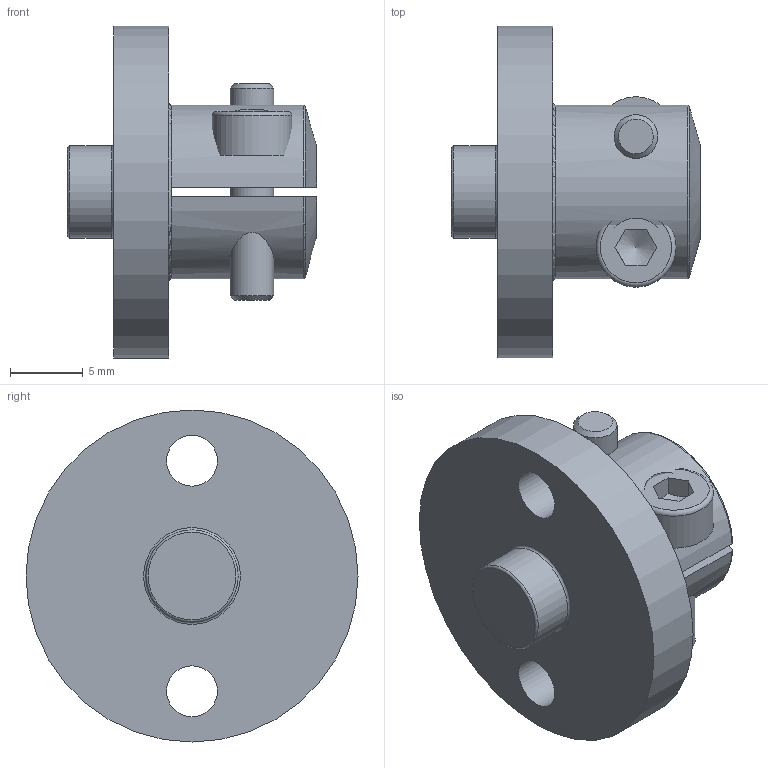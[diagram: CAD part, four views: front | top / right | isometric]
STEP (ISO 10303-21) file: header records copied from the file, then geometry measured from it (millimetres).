
FILE_DESCRIPTION(/* description */ (''),/* implementation_level */ '2;1');
FILE_NAME(/* name */ 'Botkit-Hubs.stp',/* time_stamp */ '2022-07-26T15:03:37-04:00',/* author */ ('Nathan Cai'),/* organization */ (''),/* preprocessor_version */ 'ST-DEVELOPER v18.1',/* originating_system */ 'Autodesk Inventor 2022',/* authorisation */ '');
FILE_SCHEMA (('AUTOMOTIVE_DESIGN { 1 0 10303 214 3 1 1 }'));
Length unit declared in the file: inch
Products named in the file (3): Botkit-Hubs; Hub; ISO 4762 - M3 x 10
Assembly tree (3 placements, depth 2):
  Botkit-Hubs
    Hub
    ISO 4762 - M3 x 10  x2
Bounding box: 17.14 x 22.86 x 22.86 mm (x, y, z)
Volume: 2688 mm3; surface area: 2292.3 mm2
Topology: 3 solids, 3 shells, 65 faces, 157 edges, 104 vertices
Faces by surface type: plane 30, cylinder 18, torus 11, cone 6
Full cylindrical faces by diameter (mm): 3 x6, 3.505 x2, 5.5 x2, 6.35 x1, 22.86 x1
Entity records: 1768 total; most frequent: CARTESIAN_POINT 460, DIRECTION 260, ORIENTED_EDGE 240, EDGE_CURVE 120, AXIS2_PLACEMENT_3D 109, VERTEX_POINT 80, EDGE_LOOP 68, CIRCLE 53
